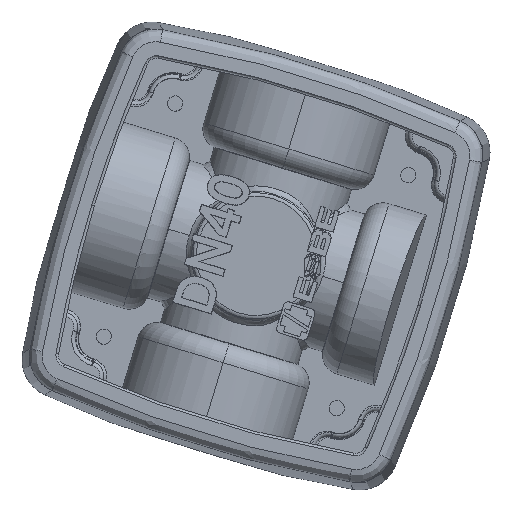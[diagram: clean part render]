
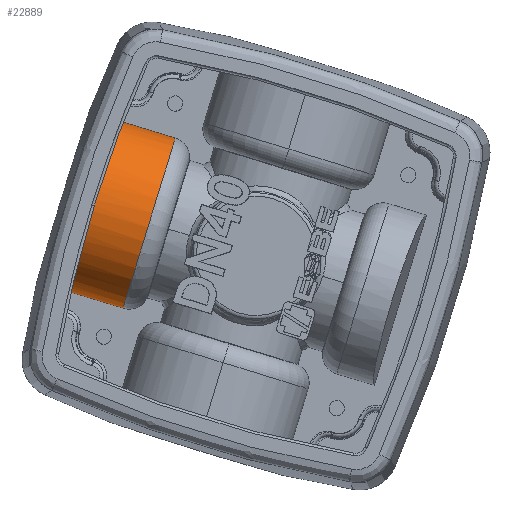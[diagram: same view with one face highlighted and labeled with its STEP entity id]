
A CAD part, top view. The second image highlights one B-rep face of the part: STEP entity #22889.
In plain terms, the highlighted cylindrical face has radius 35 mm (diameter 70 mm), a partial arc.
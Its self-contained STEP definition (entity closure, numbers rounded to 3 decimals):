
#21208=CARTESIAN_POINT('Vertex',(-79.43,35.,0.)) ;
#21212=CARTESIAN_POINT('Control Point',(-79.43,-35.,0.)) ;
#21213=CARTESIAN_POINT('Control Point',(-79.427,-35.,-0.868)) ;
#21214=CARTESIAN_POINT('Control Point',(-79.424,-34.973,-1.736)) ;
#21215=CARTESIAN_POINT('Control Point',(-79.422,-34.919,-2.605)) ;
#21216=CARTESIAN_POINT('Control Point',(-79.42,-34.731,-4.62)) ;
#21217=CARTESIAN_POINT('Control Point',(-79.422,-34.397,-6.62)) ;
#21218=CARTESIAN_POINT('Control Point',(-79.425,-34.159,-7.758)) ;
#21219=CARTESIAN_POINT('Control Point',(-79.432,-33.66,-9.727)) ;
#21220=CARTESIAN_POINT('Control Point',(-79.443,-33.021,-11.652)) ;
#21221=CARTESIAN_POINT('Control Point',(-79.448,-32.722,-12.467)) ;
#21222=CARTESIAN_POINT('Control Point',(-79.46,-32.072,-14.081)) ;
#21223=CARTESIAN_POINT('Control Point',(-79.474,-31.325,-15.649)) ;
#21224=CARTESIAN_POINT('Control Point',(-79.482,-30.928,-16.419)) ;
#21225=CARTESIAN_POINT('Control Point',(-79.503,-29.803,-18.446)) ;
#21226=CARTESIAN_POINT('Control Point',(-79.528,-28.511,-20.379)) ;
#21227=CARTESIAN_POINT('Control Point',(-79.545,-27.642,-21.542)) ;
#21228=CARTESIAN_POINT('Control Point',(-79.572,-26.159,-23.328)) ;
#21229=CARTESIAN_POINT('Control Point',(-79.6,-24.539,-24.98)) ;
#21230=CARTESIAN_POINT('Control Point',(-79.611,-23.913,-25.58)) ;
#21231=CARTESIAN_POINT('Control Point',(-79.639,-22.19,-27.131)) ;
#21232=CARTESIAN_POINT('Control Point',(-79.667,-20.34,-28.539)) ;
#21233=CARTESIAN_POINT('Control Point',(-79.685,-19.141,-29.356)) ;
#21234=CARTESIAN_POINT('Control Point',(-79.711,-17.158,-30.562)) ;
#21235=CARTESIAN_POINT('Control Point',(-79.735,-15.089,-31.599)) ;
#21236=CARTESIAN_POINT('Control Point',(-79.743,-14.301,-31.963)) ;
#21237=CARTESIAN_POINT('Control Point',(-79.773,-11.371,-33.209)) ;
#21238=CARTESIAN_POINT('Control Point',(-79.796,-8.297,-34.122)) ;
#21239=CARTESIAN_POINT('Control Point',(-79.808,-6.019,-34.595)) ;
#21240=CARTESIAN_POINT('Control Point',(-79.824,-1.131,-35.199)) ;
#21241=CARTESIAN_POINT('Control Point',(-79.817,3.826,-34.939)) ;
#21242=CARTESIAN_POINT('Control Point',(-79.807,6.405,-34.558)) ;
#21243=CARTESIAN_POINT('Control Point',(-79.786,9.791,-33.732)) ;
#21244=CARTESIAN_POINT('Control Point',(-79.756,13.046,-32.495)) ;
#21245=CARTESIAN_POINT('Control Point',(-79.748,13.847,-32.162)) ;
#21246=CARTESIAN_POINT('Control Point',(-79.728,15.696,-31.325)) ;
#21247=CARTESIAN_POINT('Control Point',(-79.706,17.477,-30.357)) ;
#21248=CARTESIAN_POINT('Control Point',(-79.693,18.474,-29.761)) ;
#21249=CARTESIAN_POINT('Control Point',(-79.673,19.925,-28.81)) ;
#21250=CARTESIAN_POINT('Control Point',(-79.652,21.317,-27.769)) ;
#21251=CARTESIAN_POINT('Control Point',(-79.645,21.774,-27.412)) ;
#21252=CARTESIAN_POINT('Control Point',(-79.628,22.897,-26.497)) ;
#21253=CARTESIAN_POINT('Control Point',(-79.61,23.972,-25.524)) ;
#21254=CARTESIAN_POINT('Control Point',(-79.599,24.601,-24.919)) ;
#21255=CARTESIAN_POINT('Control Point',(-79.578,25.815,-23.675)) ;
#21256=CARTESIAN_POINT('Control Point',(-79.557,26.948,-22.359)) ;
#21257=CARTESIAN_POINT('Control Point',(-79.547,27.495,-21.683)) ;
#21258=CARTESIAN_POINT('Control Point',(-79.527,28.544,-20.301)) ;
#21259=CARTESIAN_POINT('Control Point',(-79.509,29.507,-18.854)) ;
#21260=CARTESIAN_POINT('Control Point',(-79.5,29.967,-18.113)) ;
#21261=CARTESIAN_POINT('Control Point',(-79.486,30.694,-16.859)) ;
#21262=CARTESIAN_POINT('Control Point',(-79.474,31.354,-15.569)) ;
#21263=CARTESIAN_POINT('Control Point',(-79.469,31.608,-15.048)) ;
#21264=CARTESIAN_POINT('Control Point',(-79.45,32.578,-12.943)) ;
#21265=CARTESIAN_POINT('Control Point',(-79.436,33.371,-10.766)) ;
#21266=CARTESIAN_POINT('Control Point',(-79.428,33.864,-9.097)) ;
#21267=CARTESIAN_POINT('Control Point',(-79.42,34.509,-6.281)) ;
#21268=CARTESIAN_POINT('Control Point',(-79.421,34.861,-3.418)) ;
#21269=CARTESIAN_POINT('Control Point',(-79.423,34.954,-2.28)) ;
#21270=CARTESIAN_POINT('Control Point',(-79.426,35.,-1.139)) ;
#21271=CARTESIAN_POINT('Control Point',(-79.43,35.,0.)) ;
#21272=CARTESIAN_POINT('Vertex',(-79.43,-35.,0.)) ;
#22731=CARTESIAN_POINT('Line Origine',(-61.713,-35.,0.)) ;
#22735=CARTESIAN_POINT('Vertex',(-43.996,-35.,0.)) ;
#22854=CARTESIAN_POINT('Axis2P3D Location',(-92.,0.,0.)) ;
#22859=CARTESIAN_POINT('Line Origine',(-92.,35.,0.)) ;
#22863=CARTESIAN_POINT('Vertex',(-43.996,35.,0.)) ;
#22867=CARTESIAN_POINT('Control Point',(-43.996,35.,0.)) ;
#22868=CARTESIAN_POINT('Control Point',(-43.996,35.,-5.498)) ;
#22869=CARTESIAN_POINT('Control Point',(-43.996,33.921,-10.996)) ;
#22870=CARTESIAN_POINT('Control Point',(-43.996,31.76,-16.21)) ;
#22871=CARTESIAN_POINT('Control Point',(-43.996,25.512,-25.512)) ;
#22872=CARTESIAN_POINT('Control Point',(-43.996,16.21,-31.76)) ;
#22873=CARTESIAN_POINT('Control Point',(-43.996,10.996,-33.921)) ;
#22874=CARTESIAN_POINT('Control Point',(-43.996,0.,-36.079)) ;
#22875=CARTESIAN_POINT('Control Point',(-43.996,-10.996,-33.921)) ;
#22876=CARTESIAN_POINT('Control Point',(-43.996,-16.21,-31.76)) ;
#22877=CARTESIAN_POINT('Control Point',(-43.996,-25.512,-25.512)) ;
#22878=CARTESIAN_POINT('Control Point',(-43.996,-31.76,-16.21)) ;
#22879=CARTESIAN_POINT('Control Point',(-43.996,-33.921,-10.996)) ;
#22880=CARTESIAN_POINT('Control Point',(-43.996,-35.,-5.498)) ;
#22881=CARTESIAN_POINT('Control Point',(-43.996,-35.,0.)) ;
#22732=DIRECTION('Vector Direction',(1.,0.,0.)) ;
#22855=DIRECTION('Axis2P3D Direction',(1.,0.,0.)) ;
#22856=DIRECTION('Axis2P3D XDirection',(0.,-1.,0.)) ;
#22860=DIRECTION('Vector Direction',(1.,0.,0.)) ;
#22857=AXIS2_PLACEMENT_3D('Cylinder Axis2P3D',#22854,#22855,#22856) ;
#22884=ORIENTED_EDGE('',*,*,#22737,.F.) ;
#22885=ORIENTED_EDGE('',*,*,#21274,.T.) ;
#22886=ORIENTED_EDGE('',*,*,#22865,.F.) ;
#22887=ORIENTED_EDGE('',*,*,#22882,.T.) ;
#22733=VECTOR('Line Direction',#22732,1.) ;
#22861=VECTOR('Line Direction',#22860,1.) ;
#22889=ADVANCED_FACE('CLOSED_SHELL #16766',(#22888),#22858,.T.) ;
#21211=B_SPLINE_CURVE_WITH_KNOTS('',5,(#21212,#21213,#21214,#21215,#21216,#21217,#21218,#21219,#21220,#21221,#21222,#21223,#21224,#21225,#21226,#21227,#21228,#21229,#21230,#21231,#21232,#21233,#21234,#21235,#21236,#21237,#21238,#21239,#21240,#21241,#21242,#21243,#21244,#21245,#21246,#21247,#21248,#21249,#21250,#21251,#21252,#21253,#21254,#21255,#21256,#21257,#21258,#21259,#21260,#21261,#21262,#21263,#21264,#21265,#21266,#21267,#21268,#21269,#21270,#21271),.UNSPECIFIED.,.F.,.U.,(6,3,3,3,3,3,3,3,3,3,3,3,3,3,3,3,3,3,3,6),(0.,6.143,14.307,20.435,26.572,36.786,42.934,53.171,59.324,75.71,94.154,100.296,108.488,112.581,118.714,124.849,130.971,135.055,147.311,155.369),.UNSPECIFIED.) ;
#22866=B_SPLINE_CURVE_WITH_KNOTS('',5,(#22867,#22868,#22869,#22870,#22871,#22872,#22873,#22874,#22875,#22876,#22877,#22878,#22879,#22880,#22881),.UNSPECIFIED.,.F.,.U.,(6,3,3,3,6),(-54.978,-27.489,0.,27.489,54.978),.UNSPECIFIED.) ;
#22858=CYLINDRICAL_SURFACE('generated cylinder',#22857,35.) ;
#21274=EDGE_CURVE('',#21273,#21209,#21211,.T.) ;
#22737=EDGE_CURVE('',#21273,#22736,#22734,.T.) ;
#22865=EDGE_CURVE('',#22864,#21209,#22862,.F.) ;
#22882=EDGE_CURVE('',#22864,#22736,#22866,.T.) ;
#22883=EDGE_LOOP('',(#22884,#22885,#22886,#22887)) ;
#22888=FACE_OUTER_BOUND('',#22883,.T.) ;
#22734=LINE('Line',#22731,#22733) ;
#22862=LINE('Line',#22859,#22861) ;
#21209=VERTEX_POINT('',#21208) ;
#21273=VERTEX_POINT('',#21272) ;
#22736=VERTEX_POINT('',#22735) ;
#22864=VERTEX_POINT('',#22863) ;
